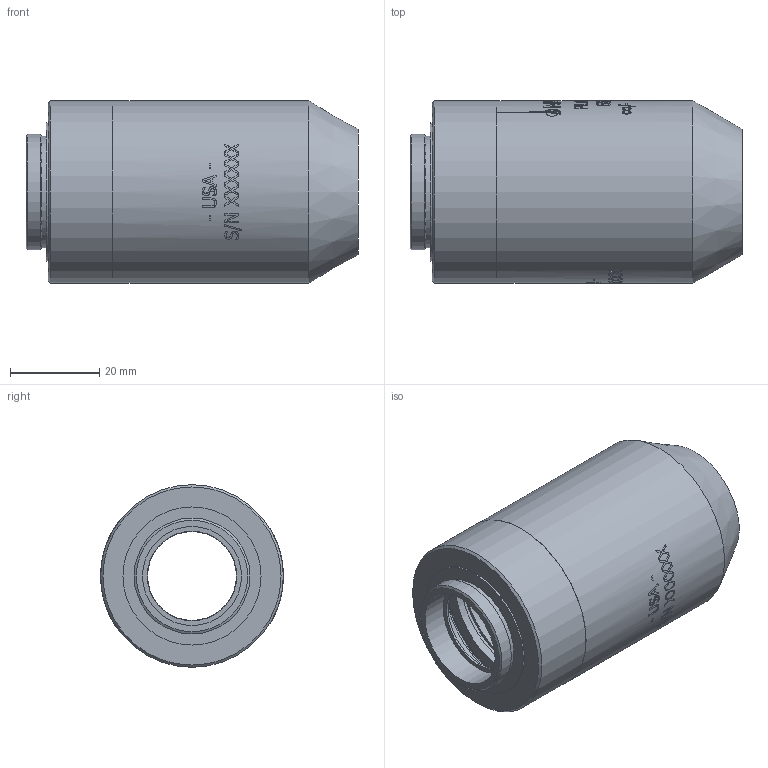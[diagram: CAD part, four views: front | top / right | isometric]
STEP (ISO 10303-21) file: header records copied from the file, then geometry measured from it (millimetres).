
FILE_DESCRIPTION(/* description */ (''),/* implementation_level */ '2;1');
FILE_NAME(/* name */ 'Anchal''55401_0.stp',/* time_stamp */ '2019-09-27T08:37:51-04:00',/* author */ ('BONAFEDE'),/* organization */ ('NAVITAR'),/* preprocessor_version */ 'ST-DEVELOPER v17',/* originating_system */ 'Autodesk Inventor 2019',/* authorisation */ '');
FILE_SCHEMA (('AUTOMOTIVE_DESIGN { 1 0 10303 214 3 1 1 }'));
Length unit declared in the file: inch
Products named in the file (1): Part2
Bounding box: 74.5 x 41 x 41 mm (x, y, z)
Volume: 23695.2 mm3; surface area: 21700.2 mm2
Topology: 1 solids, 2 shells, 602 faces, 1618 edges, 1089 vertices
Faces by surface type: bspline 284, plane 224, cylinder 81, cone 13
Full cylindrical faces by diameter (mm): 19.939 x1, 20.066 x1, 21.59 x1, 22.225 x1, 25.015 x1, 25.98 x1, 30.48 x1, 30.988 x1, 33.757 x1, 34.544 x1, 35.509 x1, 36.195 x1, 36.322 x1, 36.977 x1, 37.008 x1, 38.951 x1, 39.421 x1, 39.7 x1, 39.726 x1, 40.996 x2
Entity records: 25656 total; most frequent: CARTESIAN_POINT 11979, ORIENTED_EDGE 3236, DIRECTION 2044, EDGE_CURVE 1618, VERTEX_POINT 1089, AXIS2_PLACEMENT_3D 686, EDGE_LOOP 675, LINE 672
